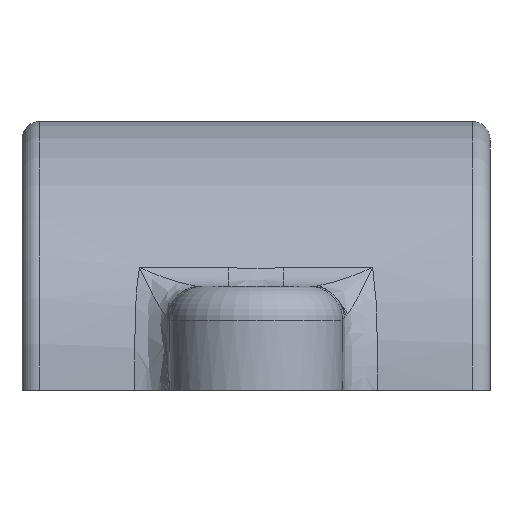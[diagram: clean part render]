
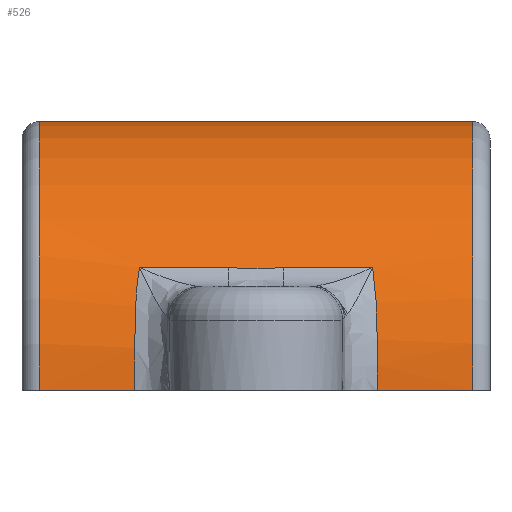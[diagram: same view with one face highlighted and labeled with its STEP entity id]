
A CAD part, left-side view. The second image highlights one B-rep face of the part: STEP entity #526.
In plain terms, the highlighted cylindrical face has radius 15.5 mm (diameter 31 mm), a partial arc.
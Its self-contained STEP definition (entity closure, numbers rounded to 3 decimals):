
#44=B_SPLINE_CURVE_WITH_KNOTS('',3,(#776,#777,#778,#779,#780),
 .UNSPECIFIED.,.F.,.F.,(4,1,4),(0.,0.004,0.007),
 .UNSPECIFIED.);
#45=B_SPLINE_CURVE_WITH_KNOTS('',3,(#784,#785,#786,#787,#788),
 .UNSPECIFIED.,.F.,.F.,(4,1,4),(0.,0.002,0.003),
 .UNSPECIFIED.);
#46=B_SPLINE_CURVE_WITH_KNOTS('',3,(#792,#793,#794,#795,#796),
 .UNSPECIFIED.,.F.,.F.,(4,1,4),(0.,0.004,0.007),
 .UNSPECIFIED.);
#47=B_SPLINE_CURVE_WITH_KNOTS('',3,(#804,#805,#806,#807,#808),
 .UNSPECIFIED.,.F.,.F.,(4,1,4),(0.,0.004,
0.007),.UNSPECIFIED.);
#48=B_SPLINE_CURVE_WITH_KNOTS('',3,(#812,#813,#814,#815,#816),
 .UNSPECIFIED.,.F.,.F.,(4,1,4),(0.,0.002,0.003),
 .UNSPECIFIED.);
#49=B_SPLINE_CURVE_WITH_KNOTS('',3,(#820,#821,#822,#823,#824),
 .UNSPECIFIED.,.F.,.F.,(4,1,4),(0.,0.004,0.007),
 .UNSPECIFIED.);
#70=CIRCLE('',#574,15.5);
#71=CIRCLE('',#575,15.5);
#108=ORIENTED_EDGE('',*,*,#272,.F.);
#109=ORIENTED_EDGE('',*,*,#273,.T.);
#110=ORIENTED_EDGE('',*,*,#274,.T.);
#111=ORIENTED_EDGE('',*,*,#275,.T.);
#112=ORIENTED_EDGE('',*,*,#276,.T.);
#113=ORIENTED_EDGE('',*,*,#277,.T.);
#114=ORIENTED_EDGE('',*,*,#278,.T.);
#115=ORIENTED_EDGE('',*,*,#279,.T.);
#116=ORIENTED_EDGE('',*,*,#280,.T.);
#117=ORIENTED_EDGE('',*,*,#281,.T.);
#118=ORIENTED_EDGE('',*,*,#282,.F.);
#119=ORIENTED_EDGE('',*,*,#283,.T.);
#120=ORIENTED_EDGE('',*,*,#284,.T.);
#121=ORIENTED_EDGE('',*,*,#285,.T.);
#122=ORIENTED_EDGE('',*,*,#286,.T.);
#123=ORIENTED_EDGE('',*,*,#287,.T.);
#272=EDGE_CURVE('',#354,#355,#404,.T.);
#273=EDGE_CURVE('',#354,#356,#70,.T.);
#274=EDGE_CURVE('',#356,#357,#405,.T.);
#275=EDGE_CURVE('',#357,#358,#44,.T.);
#276=EDGE_CURVE('',#358,#359,#406,.T.);
#277=EDGE_CURVE('',#359,#360,#45,.T.);
#278=EDGE_CURVE('',#360,#361,#407,.T.);
#279=EDGE_CURVE('',#361,#362,#46,.T.);
#280=EDGE_CURVE('',#362,#363,#408,.T.);
#281=EDGE_CURVE('',#363,#364,#71,.F.);
#282=EDGE_CURVE('',#365,#364,#409,.T.);
#283=EDGE_CURVE('',#365,#366,#47,.T.);
#284=EDGE_CURVE('',#366,#367,#410,.F.);
#285=EDGE_CURVE('',#367,#368,#48,.T.);
#286=EDGE_CURVE('',#368,#369,#411,.F.);
#287=EDGE_CURVE('',#369,#355,#49,.T.);
#354=VERTEX_POINT('',#770);
#355=VERTEX_POINT('',#771);
#356=VERTEX_POINT('',#773);
#357=VERTEX_POINT('',#775);
#358=VERTEX_POINT('',#781);
#359=VERTEX_POINT('',#783);
#360=VERTEX_POINT('',#789);
#361=VERTEX_POINT('',#791);
#362=VERTEX_POINT('',#797);
#363=VERTEX_POINT('',#799);
#364=VERTEX_POINT('',#801);
#365=VERTEX_POINT('',#803);
#366=VERTEX_POINT('',#809);
#367=VERTEX_POINT('',#811);
#368=VERTEX_POINT('',#817);
#369=VERTEX_POINT('',#819);
#404=LINE('',#769,#422);
#405=LINE('',#774,#423);
#406=LINE('',#782,#424);
#407=LINE('',#790,#425);
#408=LINE('',#798,#426);
#409=LINE('',#802,#427);
#410=LINE('',#810,#428);
#411=LINE('',#818,#429);
#422=VECTOR('',#635,1000.);
#423=VECTOR('',#638,1000.);
#424=VECTOR('',#639,1000.);
#425=VECTOR('',#640,1000.);
#426=VECTOR('',#641,1000.);
#427=VECTOR('',#644,1000.);
#428=VECTOR('',#645,1000.);
#429=VECTOR('',#646,1000.);
#440=EDGE_LOOP('',(#108,#109,#110,#111,#112,#113,#114,#115,#116,#117,#118,
#119,#120,#121,#122,#123));
#478=FACE_BOUND('',#440,.T.);
#516=CYLINDRICAL_SURFACE('',#573,15.5);
#526=ADVANCED_FACE('',(#478),#516,.T.);
#573=AXIS2_PLACEMENT_3D('',#768,#633,#634);
#574=AXIS2_PLACEMENT_3D('',#772,#636,#637);
#575=AXIS2_PLACEMENT_3D('',#800,#642,#643);
#633=DIRECTION('',(0.,-1.,0.));
#634=DIRECTION('',(0.,0.,-1.));
#635=DIRECTION('',(0.,-1.,0.));
#636=DIRECTION('',(0.,-1.,0.));
#637=DIRECTION('',(0.,0.,-1.));
#638=DIRECTION('',(0.,-1.,0.));
#639=DIRECTION('',(0.,-1.,0.));
#640=DIRECTION('',(0.,-1.,0.));
#641=DIRECTION('',(0.,-1.,0.));
#642=DIRECTION('',(0.,-1.,0.));
#643=DIRECTION('',(0.,0.,-1.));
#644=DIRECTION('',(0.,-1.,0.));
#645=DIRECTION('',(0.,-1.,0.));
#646=DIRECTION('',(0.,-1.,0.));
#768=CARTESIAN_POINT('',(0.,27.,0.));
#769=CARTESIAN_POINT('',(15.5,27.,0.));
#770=CARTESIAN_POINT('',(15.5,26.,0.));
#771=CARTESIAN_POINT('',(15.5,20.5,0.));
#772=CARTESIAN_POINT('',(0.,26.,0.));
#773=CARTESIAN_POINT('',(-15.5,26.,0.));
#774=CARTESIAN_POINT('',(-15.5,27.,0.));
#775=CARTESIAN_POINT('',(-15.5,20.5,0.));
#776=CARTESIAN_POINT('',(-15.5,20.5,0.));
#777=CARTESIAN_POINT('',(-15.5,20.5,1.231));
#778=CARTESIAN_POINT('',(-15.205,20.511,3.691));
#779=CARTESIAN_POINT('',(-14.343,20.408,6.002));
#780=CARTESIAN_POINT('',(-13.786,20.227,7.086));
#781=CARTESIAN_POINT('',(-13.786,20.227,7.086));
#782=CARTESIAN_POINT('',(-13.786,27.,7.086));
#783=CARTESIAN_POINT('',(-13.786,15.082,7.086));
#784=CARTESIAN_POINT('',(-13.786,15.082,7.086));
#785=CARTESIAN_POINT('',(-13.786,14.554,7.086));
#786=CARTESIAN_POINT('',(-13.873,13.503,6.915));
#787=CARTESIAN_POINT('',(-13.786,12.448,7.086));
#788=CARTESIAN_POINT('',(-13.786,11.918,7.086));
#789=CARTESIAN_POINT('',(-13.786,11.918,7.086));
#790=CARTESIAN_POINT('',(-13.786,27.,7.086));
#791=CARTESIAN_POINT('',(-13.786,6.773,7.086));
#792=CARTESIAN_POINT('',(-13.786,6.773,7.086));
#793=CARTESIAN_POINT('',(-14.346,6.591,5.996));
#794=CARTESIAN_POINT('',(-15.211,6.489,3.66));
#795=CARTESIAN_POINT('',(-15.5,6.5,1.237));
#796=CARTESIAN_POINT('',(-15.5,6.5,0.));
#797=CARTESIAN_POINT('',(-15.5,6.5,0.));
#798=CARTESIAN_POINT('',(-15.5,27.,0.));
#799=CARTESIAN_POINT('',(-15.5,1.,0.));
#800=CARTESIAN_POINT('',(0.,1.,0.));
#801=CARTESIAN_POINT('',(15.5,1.,0.));
#802=CARTESIAN_POINT('',(15.5,27.,0.));
#803=CARTESIAN_POINT('',(15.5,6.5,0.));
#804=CARTESIAN_POINT('',(15.5,6.5,0.));
#805=CARTESIAN_POINT('',(15.5,6.5,1.231));
#806=CARTESIAN_POINT('',(15.205,6.489,3.691));
#807=CARTESIAN_POINT('',(14.343,6.592,6.002));
#808=CARTESIAN_POINT('',(13.786,6.773,7.086));
#809=CARTESIAN_POINT('',(13.786,6.773,7.086));
#810=CARTESIAN_POINT('',(13.786,27.,7.086));
#811=CARTESIAN_POINT('',(13.786,11.918,7.086));
#812=CARTESIAN_POINT('',(13.786,11.918,7.086));
#813=CARTESIAN_POINT('',(13.786,12.446,7.086));
#814=CARTESIAN_POINT('',(13.873,13.497,6.915));
#815=CARTESIAN_POINT('',(13.786,14.552,7.086));
#816=CARTESIAN_POINT('',(13.786,15.082,7.086));
#817=CARTESIAN_POINT('',(13.786,15.082,7.086));
#818=CARTESIAN_POINT('',(13.786,27.,7.086));
#819=CARTESIAN_POINT('',(13.786,20.227,7.086));
#820=CARTESIAN_POINT('',(13.786,20.227,7.086));
#821=CARTESIAN_POINT('',(14.346,20.409,5.996));
#822=CARTESIAN_POINT('',(15.211,20.511,3.66));
#823=CARTESIAN_POINT('',(15.5,20.5,1.237));
#824=CARTESIAN_POINT('',(15.5,20.5,0.));
